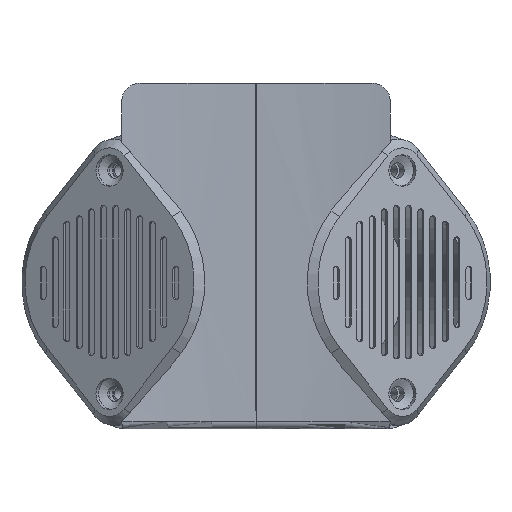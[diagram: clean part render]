
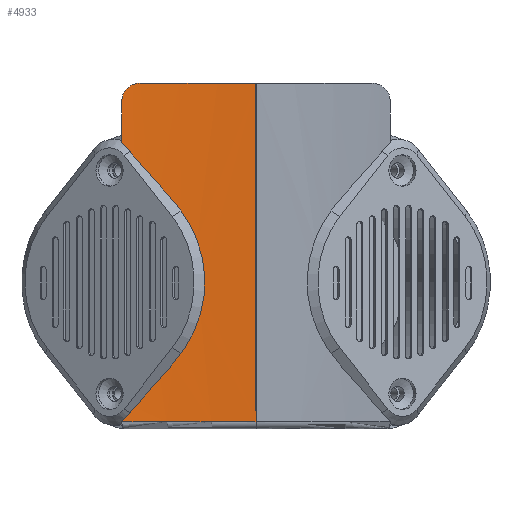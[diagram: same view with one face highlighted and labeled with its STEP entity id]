
A CAD part, left-side view. The second image highlights one B-rep face of the part: STEP entity #4933.
In plain terms, the highlighted cylindrical face has radius 300 mm (diameter 600 mm), a partial arc.
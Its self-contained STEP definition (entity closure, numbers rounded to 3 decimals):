
#41=ELLIPSE('',#5252,462.263,300.);
#42=ELLIPSE('',#5253,462.263,300.);
#57=B_SPLINE_CURVE_WITH_KNOTS('',3,(#7369,#7370,#7371,#7372,#7373,#7374,
#7375,#7376,#7377,#7378),.UNSPECIFIED.,.F.,.F.,(4,2,2,2,4),(1.559,
1.747,1.935,2.137,2.34),
 .UNSPECIFIED.);
#59=B_SPLINE_CURVE_WITH_KNOTS('',3,(#7405,#7406,#7407,#7408,#7409,#7410,
#7411,#7412,#7413,#7414,#7415,#7416,#7417,#7418,#7419,#7420,#7421,#7422),
 .UNSPECIFIED.,.F.,.F.,(4,2,2,2,2,2,2,2,4),(5.021,5.13,
5.92,6.71,7.499,8.289,9.079,
9.868,9.977),.UNSPECIFIED.);
#179=CIRCLE('',#5249,300.);
#181=CIRCLE('',#5254,300.);
#418=CYLINDRICAL_SURFACE('',#5251,300.);
#543=FACE_OUTER_BOUND('',#831,.T.);
#831=EDGE_LOOP('',(#3381,#3382,#3383,#3384,#3385,#3386,#3387,#3388,#3389));
#1190=LINE('',#7401,#1648);
#1191=LINE('',#7426,#1649);
#1192=LINE('',#7429,#1650);
#1648=VECTOR('',#5852,10.);
#1649=VECTOR('',#5857,10.);
#1650=VECTOR('',#5860,10.);
#2107=VERTEX_POINT('',#7367);
#2108=VERTEX_POINT('',#7368);
#2111=VERTEX_POINT('',#7394);
#2113=VERTEX_POINT('',#7400);
#2114=VERTEX_POINT('',#7402);
#2115=VERTEX_POINT('',#7404);
#2116=VERTEX_POINT('',#7423);
#2117=VERTEX_POINT('',#7425);
#2118=VERTEX_POINT('',#7427);
#2599=EDGE_CURVE('',#2107,#2108,#57,.T.);
#2603=EDGE_CURVE('',#2108,#2111,#179,.T.);
#2606=EDGE_CURVE('',#2113,#2107,#1190,.T.);
#2607=EDGE_CURVE('',#2114,#2113,#41,.T.);
#2608=EDGE_CURVE('',#2115,#2114,#59,.T.);
#2609=EDGE_CURVE('',#2116,#2115,#42,.T.);
#2610=EDGE_CURVE('',#2117,#2116,#1191,.T.);
#2611=EDGE_CURVE('',#2118,#2117,#181,.T.);
#2612=EDGE_CURVE('',#2111,#2118,#1192,.T.);
#3381=ORIENTED_EDGE('',*,*,#2599,.F.);
#3382=ORIENTED_EDGE('',*,*,#2606,.F.);
#3383=ORIENTED_EDGE('',*,*,#2607,.F.);
#3384=ORIENTED_EDGE('',*,*,#2608,.F.);
#3385=ORIENTED_EDGE('',*,*,#2609,.F.);
#3386=ORIENTED_EDGE('',*,*,#2610,.F.);
#3387=ORIENTED_EDGE('',*,*,#2611,.F.);
#3388=ORIENTED_EDGE('',*,*,#2612,.F.);
#3389=ORIENTED_EDGE('',*,*,#2603,.F.);
#4933=ADVANCED_FACE('',(#543),#418,.F.);
#5249=AXIS2_PLACEMENT_3D('',#7395,#5845,#5846);
#5251=AXIS2_PLACEMENT_3D('',#7399,#5850,#5851);
#5252=AXIS2_PLACEMENT_3D('',#7403,#5853,#5854);
#5253=AXIS2_PLACEMENT_3D('',#7424,#5855,#5856);
#5254=AXIS2_PLACEMENT_3D('',#7428,#5858,#5859);
#5845=DIRECTION('center_axis',(0.,0.,-1.));
#5846=DIRECTION('ref_axis',(1.,-0.001,0.));
#5850=DIRECTION('center_axis',(0.,0.,1.));
#5851=DIRECTION('ref_axis',(1.,0.,0.));
#5852=DIRECTION('',(0.,0.,1.));
#5853=DIRECTION('center_axis',(-0.134,-0.749,0.649));
#5854=DIRECTION('ref_axis',(0.114,0.639,0.761));
#5855=DIRECTION('center_axis',(-0.134,-0.749,-0.649));
#5856=DIRECTION('ref_axis',(0.114,0.639,-0.761));
#5857=DIRECTION('',(0.,0.,1.));
#5858=DIRECTION('center_axis',(0.,0.,1.));
#5859=DIRECTION('ref_axis',(0.998,0.063,0.));
#5860=DIRECTION('',(0.,0.,-1.));
#7367=CARTESIAN_POINT('',(-4.472,38.434,52.));
#7368=CARTESIAN_POINT('',(-3.84,33.109,57.));
#7369=CARTESIAN_POINT('Ctrl Pts',(-4.472,38.434,52.));
#7370=CARTESIAN_POINT('Ctrl Pts',(-4.472,38.434,52.626));
#7371=CARTESIAN_POINT('Ctrl Pts',(-4.455,38.301,53.29));
#7372=CARTESIAN_POINT('Ctrl Pts',(-4.388,37.769,54.504));
#7373=CARTESIAN_POINT('Ctrl Pts',(-4.338,37.372,55.054));
#7374=CARTESIAN_POINT('Ctrl Pts',(-4.224,36.439,55.954));
#7375=CARTESIAN_POINT('Ctrl Pts',(-4.15,35.828,56.35));
#7376=CARTESIAN_POINT('Ctrl Pts',(-3.995,34.499,56.873));
#7377=CARTESIAN_POINT('Ctrl Pts',(-3.914,33.78,57.));
#7378=CARTESIAN_POINT('Ctrl Pts',(-3.84,33.109,57.));
#7394=CARTESIAN_POINT('',(-2.052,0.,57.));
#7395=CARTESIAN_POINT('Origin',(-302.052,0.403,57.));
#7399=CARTESIAN_POINT('Origin',(-302.052,0.403,0.));
#7400=CARTESIAN_POINT('',(-4.472,38.434,39.968));
#7401=CARTESIAN_POINT('',(-4.472,38.434,0.));
#7402=CARTESIAN_POINT('',(-2.969,23.842,23.437));
#7403=CARTESIAN_POINT('Origin',(-302.052,0.403,-65.169));
#7404=CARTESIAN_POINT('',(-2.969,23.842,-23.437));
#7405=CARTESIAN_POINT('Ctrl Pts',(-2.969,23.842,-23.437));
#7406=CARTESIAN_POINT('Ctrl Pts',(-2.949,23.592,-23.153));
#7407=CARTESIAN_POINT('Ctrl Pts',(-2.93,23.346,-22.865));
#7408=CARTESIAN_POINT('Ctrl Pts',(-2.779,21.345,-20.456));
#7409=CARTESIAN_POINT('Ctrl Pts',(-2.676,19.785,-18.134));
#7410=CARTESIAN_POINT('Ctrl Pts',(-2.522,17.245,-13.218));
#7411=CARTESIAN_POINT('Ctrl Pts',(-2.471,16.262,-10.619));
#7412=CARTESIAN_POINT('Ctrl Pts',(-2.405,14.96,-5.326));
#7413=CARTESIAN_POINT('Ctrl Pts',(-2.39,14.64,-2.632));
#7414=CARTESIAN_POINT('Ctrl Pts',(-2.39,14.64,2.632));
#7415=CARTESIAN_POINT('Ctrl Pts',(-2.405,14.96,5.326));
#7416=CARTESIAN_POINT('Ctrl Pts',(-2.471,16.262,10.619));
#7417=CARTESIAN_POINT('Ctrl Pts',(-2.522,17.245,13.218));
#7418=CARTESIAN_POINT('Ctrl Pts',(-2.676,19.785,18.134));
#7419=CARTESIAN_POINT('Ctrl Pts',(-2.779,21.345,20.456));
#7420=CARTESIAN_POINT('Ctrl Pts',(-2.93,23.346,22.865));
#7421=CARTESIAN_POINT('Ctrl Pts',(-2.949,23.592,23.153));
#7422=CARTESIAN_POINT('Ctrl Pts',(-2.969,23.842,23.437));
#7423=CARTESIAN_POINT('',(-4.472,38.434,-39.968));
#7424=CARTESIAN_POINT('Origin',(-302.052,0.403,65.169));
#7425=CARTESIAN_POINT('',(-4.472,38.434,-40.));
#7426=CARTESIAN_POINT('',(-4.472,38.434,0.));
#7427=CARTESIAN_POINT('',(-2.052,0.,-40.));
#7428=CARTESIAN_POINT('Origin',(-302.052,0.403,-40.));
#7429=CARTESIAN_POINT('',(-2.052,0.,0.));
